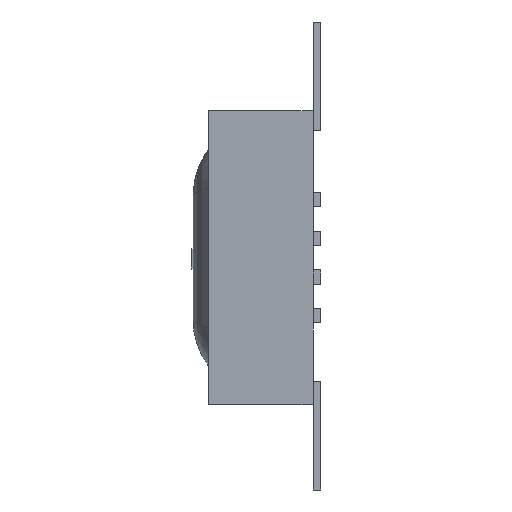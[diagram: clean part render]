
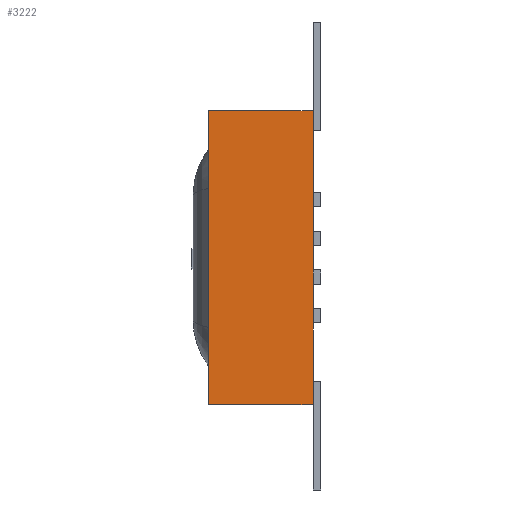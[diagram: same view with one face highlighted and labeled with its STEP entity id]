
A CAD part, left-side view. The second image highlights one B-rep face of the part: STEP entity #3222.
In plain terms, the highlighted planar face has unit normal (-1, 0, 0).
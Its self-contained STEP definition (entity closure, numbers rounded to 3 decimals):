
#249 = LINE ( 'NONE', #7757, #5781 ) ;
#268 = VECTOR ( 'NONE', #716, 1000. ) ;
#468 = DIRECTION ( 'NONE',  ( 0., 0., 1. ) ) ;
#550 = ORIENTED_EDGE ( 'NONE', *, *, #3578, .T. ) ;
#635 = DIRECTION ( 'NONE',  ( 0., 0., 1. ) ) ;
#658 = LINE ( 'NONE', #6736, #3111 ) ;
#716 = DIRECTION ( 'NONE',  ( 0., 0., 1. ) ) ;
#777 = LINE ( 'NONE', #5623, #11893 ) ;
#1321 = CARTESIAN_POINT ( 'NONE',  ( -10.197, 0., 0.201 ) ) ;
#1693 = CARTESIAN_POINT ( 'NONE',  ( -10.197, 0., -1.799 ) ) ;
#1771 = VERTEX_POINT ( 'NONE', #1321 ) ;
#1815 = CARTESIAN_POINT ( 'NONE',  ( -10.197, 0., 0.571 ) ) ;
#2150 = EDGE_CURVE ( 'NONE', #12681, #1771, #12873, .T. ) ;
#2450 = CARTESIAN_POINT ( 'NONE',  ( -10.197, 0., -4.914 ) ) ;
#2519 = CARTESIAN_POINT ( 'NONE',  ( -10.197, 0., -4.914 ) ) ;
#2524 = CARTESIAN_POINT ( 'NONE',  ( -10.197, 0., -4.914 ) ) ;
#2857 = VECTOR ( 'NONE', #11144, 1000. ) ;
#2947 = EDGE_CURVE ( 'NONE', #10731, #7188, #10876, .T. ) ;
#2976 = ORIENTED_EDGE ( 'NONE', *, *, #9448, .T. ) ;
#3014 = LINE ( 'NONE', #2450, #13483 ) ;
#3111 = VECTOR ( 'NONE', #11973, 1000. ) ;
#3133 = ORIENTED_EDGE ( 'NONE', *, *, #6231, .T. ) ;
#3222 = ADVANCED_FACE ( 'NONE', ( #12833 ), #4281, .F. ) ;
#3228 = EDGE_LOOP ( 'NONE', ( #10571, #11316, #12393, #6940, #550, #3133, #12540, #8247, #5395, #6310, #8576, #2976 ) ) ;
#3291 = CARTESIAN_POINT ( 'NONE',  ( -10.197, 2.7, -4.914 ) ) ;
#3297 = CARTESIAN_POINT ( 'NONE',  ( -10.197, 0., -2.799 ) ) ;
#3424 = DIRECTION ( 'NONE',  ( 0., 0., 1. ) ) ;
#3549 = LINE ( 'NONE', #10873, #9105 ) ;
#3578 = EDGE_CURVE ( 'NONE', #7188, #9524, #3014, .T. ) ;
#4281 = PLANE ( 'NONE',  #6585 ) ;
#4355 = VERTEX_POINT ( 'NONE', #7074 ) ;
#4525 = VERTEX_POINT ( 'NONE', #13427 ) ;
#4594 = DIRECTION ( 'NONE',  ( 0., -1., 0. ) ) ;
#4656 = CARTESIAN_POINT ( 'NONE',  ( -10.197, 2.7, -4.914 ) ) ;
#5090 = VERTEX_POINT ( 'NONE', #11448 ) ;
#5152 = CARTESIAN_POINT ( 'NONE',  ( -10.197, 0., -4.914 ) ) ;
#5395 = ORIENTED_EDGE ( 'NONE', *, *, #7805, .T. ) ;
#5450 = CARTESIAN_POINT ( 'NONE',  ( -10.197, 0., -4.914 ) ) ;
#5581 = VERTEX_POINT ( 'NONE', #4656 ) ;
#5623 = CARTESIAN_POINT ( 'NONE',  ( -10.197, 0., -4.914 ) ) ;
#5781 = VECTOR ( 'NONE', #468, 1000. ) ;
#5857 = CARTESIAN_POINT ( 'NONE',  ( -10.197, 0., -0.799 ) ) ;
#6231 = EDGE_CURVE ( 'NONE', #9524, #12681, #249, .T. ) ;
#6261 = DIRECTION ( 'NONE',  ( 0., 0., 1. ) ) ;
#6310 = ORIENTED_EDGE ( 'NONE', *, *, #12269, .F. ) ;
#6370 = VECTOR ( 'NONE', #12120, 1000. ) ;
#6585 = AXIS2_PLACEMENT_3D ( 'NONE', #3291, #8207, #10323 ) ;
#6736 = CARTESIAN_POINT ( 'NONE',  ( -10.197, 2.7, -4.914 ) ) ;
#6888 = CARTESIAN_POINT ( 'NONE',  ( -10.197, 0., -4.914 ) ) ;
#6925 = CARTESIAN_POINT ( 'NONE',  ( -10.197, 0., -1.429 ) ) ;
#6940 = ORIENTED_EDGE ( 'NONE', *, *, #2947, .T. ) ;
#7074 = CARTESIAN_POINT ( 'NONE',  ( -10.197, 0., -4.914 ) ) ;
#7188 = VERTEX_POINT ( 'NONE', #6925 ) ;
#7252 = CARTESIAN_POINT ( 'NONE',  ( -10.197, 0., 2.686 ) ) ;
#7348 = LINE ( 'NONE', #12541, #12942 ) ;
#7388 = EDGE_CURVE ( 'NONE', #5581, #5090, #7546, .T. ) ;
#7546 = LINE ( 'NONE', #11705, #13126 ) ;
#7662 = VECTOR ( 'NONE', #3424, 1000. ) ;
#7757 = CARTESIAN_POINT ( 'NONE',  ( -10.197, 0., -4.914 ) ) ;
#7805 = EDGE_CURVE ( 'NONE', #12977, #9233, #7348, .T. ) ;
#8207 = DIRECTION ( 'NONE',  ( 1., 0., 0. ) ) ;
#8247 = ORIENTED_EDGE ( 'NONE', *, *, #12305, .T. ) ;
#8576 = ORIENTED_EDGE ( 'NONE', *, *, #7388, .F. ) ;
#8759 = VECTOR ( 'NONE', #12972, 1000. ) ;
#8973 = EDGE_CURVE ( 'NONE', #4525, #10731, #9185, .T. ) ;
#9105 = VECTOR ( 'NONE', #4594, 1000. ) ;
#9185 = LINE ( 'NONE', #6888, #6370 ) ;
#9233 = VERTEX_POINT ( 'NONE', #7252 ) ;
#9448 = EDGE_CURVE ( 'NONE', #5581, #4355, #658, .T. ) ;
#9524 = VERTEX_POINT ( 'NONE', #5857 ) ;
#9841 = EDGE_CURVE ( 'NONE', #13211, #4525, #13242, .T. ) ;
#10323 = DIRECTION ( 'NONE',  ( 0., 0., -1. ) ) ;
#10571 = ORIENTED_EDGE ( 'NONE', *, *, #12283, .T. ) ;
#10731 = VERTEX_POINT ( 'NONE', #1693 ) ;
#10873 = CARTESIAN_POINT ( 'NONE',  ( -10.197, 2.7, 2.686 ) ) ;
#10876 = LINE ( 'NONE', #5152, #2857 ) ;
#11144 = DIRECTION ( 'NONE',  ( 0., 0., 1. ) ) ;
#11316 = ORIENTED_EDGE ( 'NONE', *, *, #9841, .T. ) ;
#11448 = CARTESIAN_POINT ( 'NONE',  ( -10.197, 2.7, 2.686 ) ) ;
#11557 = LINE ( 'NONE', #2524, #8759 ) ;
#11705 = CARTESIAN_POINT ( 'NONE',  ( -10.197, 2.7, -4.914 ) ) ;
#11893 = VECTOR ( 'NONE', #11925, 1000. ) ;
#11925 = DIRECTION ( 'NONE',  ( 0., 0., 1. ) ) ;
#11973 = DIRECTION ( 'NONE',  ( 0., -1., 0. ) ) ;
#12120 = DIRECTION ( 'NONE',  ( 0., 0., 1. ) ) ;
#12269 = EDGE_CURVE ( 'NONE', #5090, #9233, #3549, .T. ) ;
#12283 = EDGE_CURVE ( 'NONE', #4355, #13211, #11557, .T. ) ;
#12305 = EDGE_CURVE ( 'NONE', #1771, #12977, #777, .T. ) ;
#12393 = ORIENTED_EDGE ( 'NONE', *, *, #8973, .T. ) ;
#12540 = ORIENTED_EDGE ( 'NONE', *, *, #2150, .T. ) ;
#12541 = CARTESIAN_POINT ( 'NONE',  ( -10.197, 0., -4.914 ) ) ;
#12681 = VERTEX_POINT ( 'NONE', #13564 ) ;
#12700 = DIRECTION ( 'NONE',  ( 0., 0., 1. ) ) ;
#12833 = FACE_OUTER_BOUND ( 'NONE', #3228, .T. ) ;
#12873 = LINE ( 'NONE', #5450, #268 ) ;
#12942 = VECTOR ( 'NONE', #6261, 1000. ) ;
#12972 = DIRECTION ( 'NONE',  ( 0., 0., 1. ) ) ;
#12977 = VERTEX_POINT ( 'NONE', #1815 ) ;
#13126 = VECTOR ( 'NONE', #12700, 1000. ) ;
#13211 = VERTEX_POINT ( 'NONE', #3297 ) ;
#13242 = LINE ( 'NONE', #2519, #7662 ) ;
#13427 = CARTESIAN_POINT ( 'NONE',  ( -10.197, 0., -2.429 ) ) ;
#13483 = VECTOR ( 'NONE', #635, 1000. ) ;
#13564 = CARTESIAN_POINT ( 'NONE',  ( -10.197, 0., -0.429 ) ) ;
